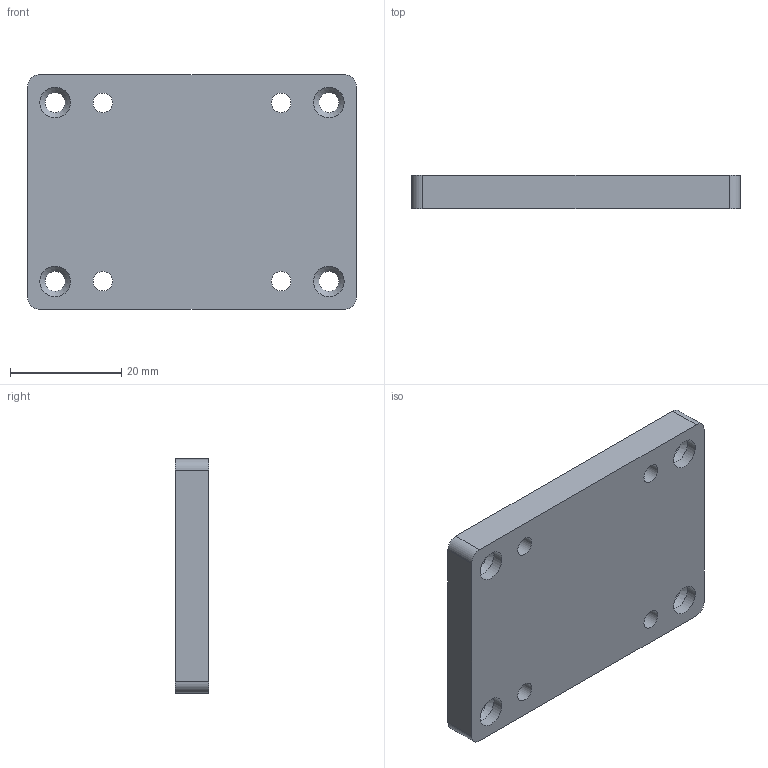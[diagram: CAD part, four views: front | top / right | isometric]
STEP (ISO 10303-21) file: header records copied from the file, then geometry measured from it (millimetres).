
FILE_DESCRIPTION(/* description */ (''),/* implementation_level */ '2;1');
FILE_NAME(/* name */ 'new_base_plate.step',/* time_stamp */ '2022-07-25T17:49:33+02:00',/* author */ (''),/* organization */ (''),/* preprocessor_version */ 'ST-DEVELOPER v18.1',/* originating_system */ 'Autodesk Translation Framework v10.14.0.1471',/* authorisation */ '');
FILE_SCHEMA (('AUTOMOTIVE_DESIGN { 1 0 10303 214 3 1 1 }'));
Length unit declared in the file: millimetre
Products named in the file (1): base_plate
Bounding box: 59 x 6 x 42 mm (x, y, z)
Volume: 14004.4 mm3; surface area: 6632.7 mm2
Topology: 1 solids, 1 shells, 38 faces, 88 edges, 56 vertices
Faces by surface type: cylinder 20, plane 10, torus 4, cone 4
Full cylindrical faces by diameter (mm): 3.5 x4, 3.6 x4, 5.5 x4, 6.4 x4
Entity records: 1172 total; most frequent: DIRECTION 218, CARTESIAN_POINT 183, ORIENTED_EDGE 176, AXIS2_PLACEMENT_3D 91, EDGE_CURVE 88, EDGE_LOOP 58, VERTEX_POINT 56, CIRCLE 52
